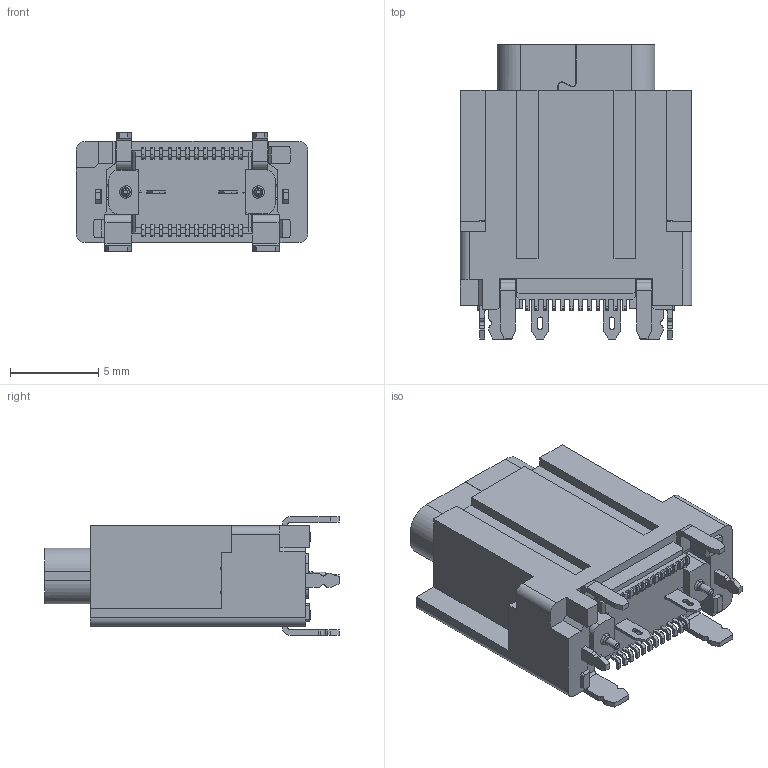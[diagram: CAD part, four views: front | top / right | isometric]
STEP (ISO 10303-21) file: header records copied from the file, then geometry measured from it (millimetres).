
FILE_DESCRIPTION (( 'STEP AP214' ), '1' );
FILE_NAME ('CUI_DEVICES_UJ32-C-V-G-SMT-TR.step', '2023-05-03T20:29:36', ( '' ), ( '' ), 'SwSTEP 2.0', 'SolidWorks 2023', '' );
FILE_SCHEMA (( 'AUTOMOTIVE_DESIGN' ));
Length unit declared in the file: millimetre
Products named in the file (1): CUI_DEVICES_UJ32-C-V-G-SMT-TR
Bounding box: 13.1 x 16.65 x 6.71 mm (x, y, z)
Volume: 703.7 mm3; surface area: 1972.7 mm2
Topology: 1 solids, 70 shells, 1651 faces, 4391 edges, 2859 vertices
Faces by surface type: plane 1207, cylinder 384, cone 44, torus 16
Entity records: 50886 total; most frequent: CARTESIAN_POINT 9182, ORIENTED_EDGE 8782, DIRECTION 8485, EDGE_CURVE 4391, VECTOR 3485, LINE 3485, VERTEX_POINT 2859, AXIS2_PLACEMENT_3D 2500
